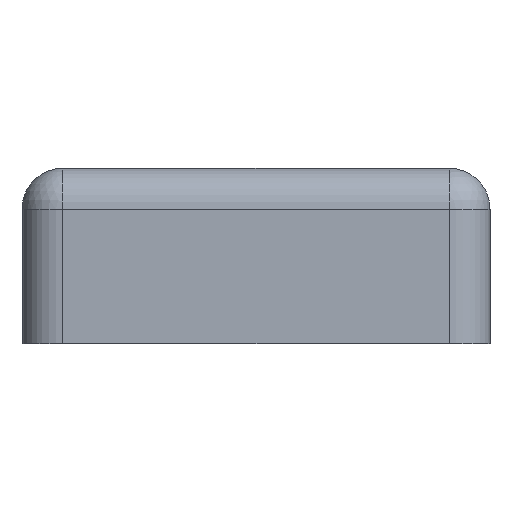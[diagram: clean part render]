
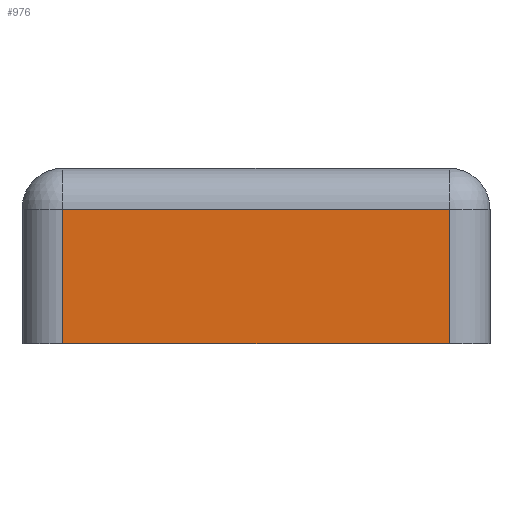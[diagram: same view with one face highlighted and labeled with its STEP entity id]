
A CAD part, front view. The second image highlights one B-rep face of the part: STEP entity #976.
In plain terms, the highlighted planar face has unit normal (0, -1, 0).
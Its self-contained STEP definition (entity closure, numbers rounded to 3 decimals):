
#592=CARTESIAN_POINT('',(209.792,104.802,11.5));
#593=VERTEX_POINT('',#592);
#627=CARTESIAN_POINT('',(176.792,104.802,11.5));
#628=VERTEX_POINT('',#627);
#864=CARTESIAN_POINT('',(176.792,104.802,0.0));
#865=VERTEX_POINT('',#864);
#873=CARTESIAN_POINT('',(176.792,104.802,0.0));
#874=DIRECTION('',(0.0,0.0,1.0));
#875=VECTOR('',#874,11.5);
#876=LINE('',#873,#875);
#877=EDGE_CURVE('',#865,#628,#876,.T.);
#895=CARTESIAN_POINT('',(176.792,104.802,11.5));
#896=DIRECTION('',(1.0,0.0,0.0));
#897=VECTOR('',#896,33.0);
#898=LINE('',#895,#897);
#899=EDGE_CURVE('',#628,#593,#898,.T.);
#916=CARTESIAN_POINT('',(209.792,104.802,0.0));
#917=VERTEX_POINT('',#916);
#934=CARTESIAN_POINT('',(209.792,104.802,11.5));
#935=DIRECTION('',(0.0,0.0,-1.0));
#936=VECTOR('',#935,11.5);
#937=LINE('',#934,#936);
#938=EDGE_CURVE('',#593,#917,#937,.T.);
#960=CARTESIAN_POINT('',(213.292,104.802,0.0));
#961=DIRECTION('',(0.0,-1.0,0.0));
#962=DIRECTION('',(0.0,0.0,-1.0));
#963=AXIS2_PLACEMENT_3D('',#960,#961,#962);
#964=PLANE('',#963);
#965=ORIENTED_EDGE('',*,*,#938,.F.);
#966=ORIENTED_EDGE('',*,*,#899,.F.);
#967=ORIENTED_EDGE('',*,*,#877,.F.);
#968=CARTESIAN_POINT('',(209.792,104.802,0.0));
#969=DIRECTION('',(-1.0,0.0,0.0));
#970=VECTOR('',#969,33.0);
#971=LINE('',#968,#970);
#972=EDGE_CURVE('',#917,#865,#971,.T.);
#973=ORIENTED_EDGE('',*,*,#972,.F.);
#974=EDGE_LOOP('',(#965,#966,#967,#973));
#975=FACE_OUTER_BOUND('',#974,.T.);
#976=ADVANCED_FACE('',(#975),#964,.T.);
